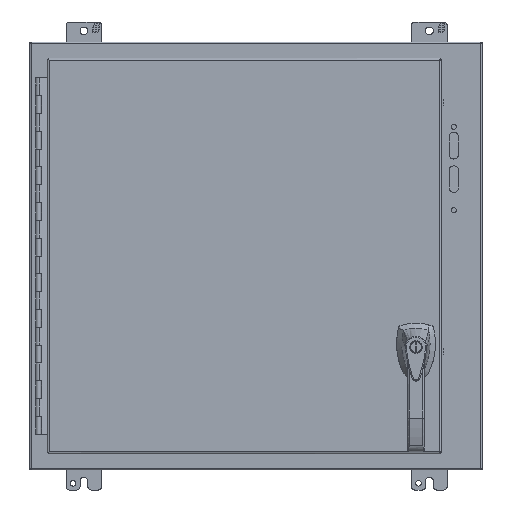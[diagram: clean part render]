
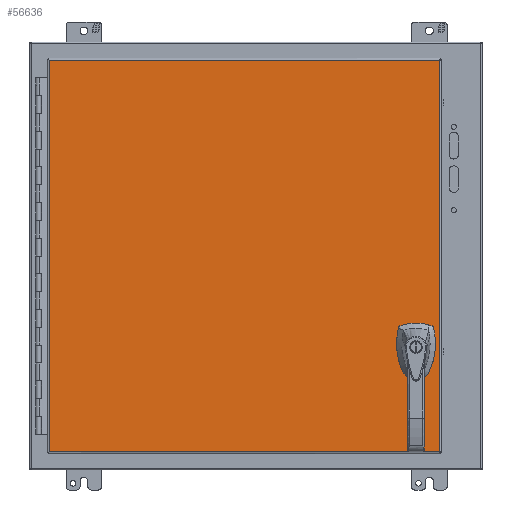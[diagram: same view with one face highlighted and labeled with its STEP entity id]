
A CAD part, front view. The second image highlights one B-rep face of the part: STEP entity #56636.
In plain terms, the highlighted planar face has unit normal (0, -1, 0).
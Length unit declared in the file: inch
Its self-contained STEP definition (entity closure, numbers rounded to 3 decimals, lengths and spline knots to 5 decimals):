
#944 = CARTESIAN_POINT ( 'NONE',  ( 8.9735, -8.87513, -5.109 ) ) ;
#1381 = VERTEX_POINT ( 'NONE', #24717 ) ;
#1600 = AXIS2_PLACEMENT_3D ( 'NONE', #944, #61820, #43290 ) ;
#1673 = ORIENTED_EDGE ( 'NONE', *, *, #28230, .T. ) ;
#1803 = CIRCLE ( 'NONE', #57360, 0.4425 ) ;
#2557 = DIRECTION ( 'NONE',  ( 0., -1., 0. ) ) ;
#2717 = LINE ( 'NONE', #28026, #55659 ) ;
#2799 = ORIENTED_EDGE ( 'NONE', *, *, #46755, .T. ) ;
#3347 = DIRECTION ( 'NONE',  ( 0., 0., -1. ) ) ;
#3959 = CARTESIAN_POINT ( 'NONE',  ( -11.7135, -8.87513, -10.986 ) ) ;
#7545 = VECTOR ( 'NONE', #44262, 39.37008 ) ;
#9124 = DIRECTION ( 'NONE',  ( 0., 0., -1. ) ) ;
#9573 = AXIS2_PLACEMENT_3D ( 'NONE', #64098, #34488, #9124 ) ;
#9650 = PLANE ( 'NONE',  #45474 ) ;
#9930 = DIRECTION ( 'NONE',  ( -1., 0., 0. ) ) ;
#10052 = VERTEX_POINT ( 'NONE', #34419 ) ;
#10585 = VECTOR ( 'NONE', #25367, 39.37008 ) ;
#11325 = EDGE_CURVE ( 'NONE', #62279, #43750, #13765, .T. ) ;
#12579 = VERTEX_POINT ( 'NONE', #35420 ) ;
#13078 = VECTOR ( 'NONE', #66343, 39.37008 ) ;
#13765 = LINE ( 'NONE', #62004, #7545 ) ;
#14381 = CARTESIAN_POINT ( 'NONE',  ( 9.17196, -8.87513, -5.5045 ) ) ;
#14674 = CARTESIAN_POINT ( 'NONE',  ( 10.3035, -8.87513, -11.094 ) ) ;
#18756 = EDGE_CURVE ( 'NONE', #12579, #10052, #76366, .T. ) ;
#19695 = CIRCLE ( 'NONE', #9573, 0.167 ) ;
#20594 = LINE ( 'NONE', #14674, #10585 ) ;
#20734 = FACE_OUTER_BOUND ( 'NONE', #58852, .T. ) ;
#20929 = VECTOR ( 'NONE', #59300, 39.37008 ) ;
#21133 = FACE_BOUND ( 'NONE', #56175, .T. ) ;
#21972 = EDGE_CURVE ( 'NONE', #27698, #62279, #1803, .T. ) ;
#22204 = CARTESIAN_POINT ( 'NONE',  ( -11.7135, -8.87513, 10.986 ) ) ;
#22255 = VERTEX_POINT ( 'NONE', #59405 ) ;
#24640 = VERTEX_POINT ( 'NONE', #42412 ) ;
#24717 = CARTESIAN_POINT ( 'NONE',  ( 8.9735, -8.87513, -6.614 ) ) ;
#25367 = DIRECTION ( 'NONE',  ( 0., 0., 1. ) ) ;
#25876 = EDGE_CURVE ( 'NONE', #43750, #33821, #67216, .T. ) ;
#26543 = DIRECTION ( 'NONE',  ( 0., 1., 0. ) ) ;
#27698 = VERTEX_POINT ( 'NONE', #78039 ) ;
#28026 = CARTESIAN_POINT ( 'NONE',  ( -11.6055, -8.87513, -11.094 ) ) ;
#28230 = EDGE_CURVE ( 'NONE', #33821, #42681, #52265, .T. ) ;
#29600 = VECTOR ( 'NONE', #51862, 39.37008 ) ;
#32452 = ORIENTED_EDGE ( 'NONE', *, *, #77721, .T. ) ;
#33641 = CARTESIAN_POINT ( 'NONE',  ( 8.578, -8.87513, -11.094 ) ) ;
#33737 = DIRECTION ( 'NONE',  ( 0., 0., -1. ) ) ;
#33821 = VERTEX_POINT ( 'NONE', #57556 ) ;
#34419 = CARTESIAN_POINT ( 'NONE',  ( -11.6055, -8.87513, 10.986 ) ) ;
#34488 = DIRECTION ( 'NONE',  ( 0., 1., 0. ) ) ;
#34769 = EDGE_CURVE ( 'NONE', #24640, #75690, #70375, .T. ) ;
#35420 = CARTESIAN_POINT ( 'NONE',  ( 10.3035, -8.87513, 10.986 ) ) ;
#40304 = ORIENTED_EDGE ( 'NONE', *, *, #46304, .T. ) ;
#41823 = VECTOR ( 'NONE', #9930, 39.37008 ) ;
#42393 = ORIENTED_EDGE ( 'NONE', *, *, #63305, .T. ) ;
#42412 = CARTESIAN_POINT ( 'NONE',  ( -11.6055, -8.87513, -10.986 ) ) ;
#42681 = VERTEX_POINT ( 'NONE', #74413 ) ;
#43290 = DIRECTION ( 'NONE',  ( 0., 0., -1. ) ) ;
#43750 = VERTEX_POINT ( 'NONE', #68595 ) ;
#44262 = DIRECTION ( 'NONE',  ( -1., 0., 0. ) ) ;
#44915 = CARTESIAN_POINT ( 'NONE',  ( -11.7135, -8.87513, -4.7135 ) ) ;
#45229 = ORIENTED_EDGE ( 'NONE', *, *, #25876, .T. ) ;
#45257 = CARTESIAN_POINT ( 'NONE',  ( 8.9735, -8.87513, -5.109 ) ) ;
#45474 = AXIS2_PLACEMENT_3D ( 'NONE', #69382, #2557, #3347 ) ;
#45644 = ORIENTED_EDGE ( 'NONE', *, *, #47370, .T. ) ;
#46291 = VECTOR ( 'NONE', #75281, 39.37008 ) ;
#46304 = EDGE_CURVE ( 'NONE', #22255, #27698, #65958, .T. ) ;
#46755 = EDGE_CURVE ( 'NONE', #75690, #12579, #20594, .T. ) ;
#47370 = EDGE_CURVE ( 'NONE', #62976, #22255, #56197, .T. ) ;
#48714 = ORIENTED_EDGE ( 'NONE', *, *, #63789, .T. ) ;
#50332 = CARTESIAN_POINT ( 'NONE',  ( 8.9735, -8.87513, -5.109 ) ) ;
#51108 = DIRECTION ( 'NONE',  ( 0., 1., 0. ) ) ;
#51862 = DIRECTION ( 'NONE',  ( 0., 0., 1. ) ) ;
#52265 = LINE ( 'NONE', #33641, #29600 ) ;
#52443 = AXIS2_PLACEMENT_3D ( 'NONE', #50332, #51108, #74792 ) ;
#52483 = CARTESIAN_POINT ( 'NONE',  ( 9.17196, -8.87513, -4.7135 ) ) ;
#55659 = VECTOR ( 'NONE', #70699, 39.37008 ) ;
#55891 = ORIENTED_EDGE ( 'NONE', *, *, #11325, .T. ) ;
#55987 = CARTESIAN_POINT ( 'NONE',  ( 8.77504, -8.87513, -4.7135 ) ) ;
#56087 = VERTEX_POINT ( 'NONE', #55987 ) ;
#56175 = EDGE_LOOP ( 'NONE', ( #42393 ) ) ;
#56197 = CIRCLE ( 'NONE', #52443, 0.4425 ) ;
#56367 = LINE ( 'NONE', #44915, #46291 ) ;
#56612 = CARTESIAN_POINT ( 'NONE',  ( 8.9735, -8.87513, -5.109 ) ) ;
#56636 = ADVANCED_FACE ( 'NONE', ( #57143, #20734, #21133 ), #9650, .T. ) ;
#57143 = FACE_BOUND ( 'NONE', #66833, .T. ) ;
#57360 = AXIS2_PLACEMENT_3D ( 'NONE', #45257, #64150, #33737 ) ;
#57556 = CARTESIAN_POINT ( 'NONE',  ( 8.578, -8.87513, -5.30746 ) ) ;
#58474 = CIRCLE ( 'NONE', #1600, 0.4425 ) ;
#58852 = EDGE_LOOP ( 'NONE', ( #2799, #65270, #32452, #66458 ) ) ;
#59300 = DIRECTION ( 'NONE',  ( 1., 0., 0. ) ) ;
#59405 = CARTESIAN_POINT ( 'NONE',  ( 9.369, -8.87513, -4.91054 ) ) ;
#59613 = CARTESIAN_POINT ( 'NONE',  ( 10.3035, -8.87513, -10.986 ) ) ;
#60909 = AXIS2_PLACEMENT_3D ( 'NONE', #56612, #26543, #76325 ) ;
#61820 = DIRECTION ( 'NONE',  ( 0., 1., 0. ) ) ;
#62004 = CARTESIAN_POINT ( 'NONE',  ( -11.7135, -8.87513, -5.5045 ) ) ;
#62279 = VERTEX_POINT ( 'NONE', #14381 ) ;
#62976 = VERTEX_POINT ( 'NONE', #52483 ) ;
#63305 = EDGE_CURVE ( 'NONE', #1381, #1381, #19695, .T. ) ;
#63789 = EDGE_CURVE ( 'NONE', #56087, #62976, #56367, .T. ) ;
#64098 = CARTESIAN_POINT ( 'NONE',  ( 8.9735, -8.87513, -6.447 ) ) ;
#64150 = DIRECTION ( 'NONE',  ( 0., 1., 0. ) ) ;
#65270 = ORIENTED_EDGE ( 'NONE', *, *, #18756, .T. ) ;
#65958 = LINE ( 'NONE', #77053, #13078 ) ;
#66343 = DIRECTION ( 'NONE',  ( 0., 0., -1. ) ) ;
#66458 = ORIENTED_EDGE ( 'NONE', *, *, #34769, .T. ) ;
#66833 = EDGE_LOOP ( 'NONE', ( #55891, #45229, #1673, #73930, #48714, #45644, #40304, #73651 ) ) ;
#67216 = CIRCLE ( 'NONE', #60909, 0.4425 ) ;
#68595 = CARTESIAN_POINT ( 'NONE',  ( 8.77504, -8.87513, -5.5045 ) ) ;
#69382 = CARTESIAN_POINT ( 'NONE',  ( -11.7135, -8.87513, -11.094 ) ) ;
#70375 = LINE ( 'NONE', #3959, #20929 ) ;
#70699 = DIRECTION ( 'NONE',  ( 0., 0., -1. ) ) ;
#71917 = EDGE_CURVE ( 'NONE', #42681, #56087, #58474, .T. ) ;
#73651 = ORIENTED_EDGE ( 'NONE', *, *, #21972, .T. ) ;
#73930 = ORIENTED_EDGE ( 'NONE', *, *, #71917, .T. ) ;
#74413 = CARTESIAN_POINT ( 'NONE',  ( 8.578, -8.87513, -4.91054 ) ) ;
#74792 = DIRECTION ( 'NONE',  ( 0., 0., -1. ) ) ;
#75281 = DIRECTION ( 'NONE',  ( 1., 0., 0. ) ) ;
#75690 = VERTEX_POINT ( 'NONE', #59613 ) ;
#76325 = DIRECTION ( 'NONE',  ( 0., 0., -1. ) ) ;
#76366 = LINE ( 'NONE', #22204, #41823 ) ;
#77053 = CARTESIAN_POINT ( 'NONE',  ( 9.369, -8.87513, -11.094 ) ) ;
#77721 = EDGE_CURVE ( 'NONE', #10052, #24640, #2717, .T. ) ;
#78039 = CARTESIAN_POINT ( 'NONE',  ( 9.369, -8.87513, -5.30746 ) ) ;
